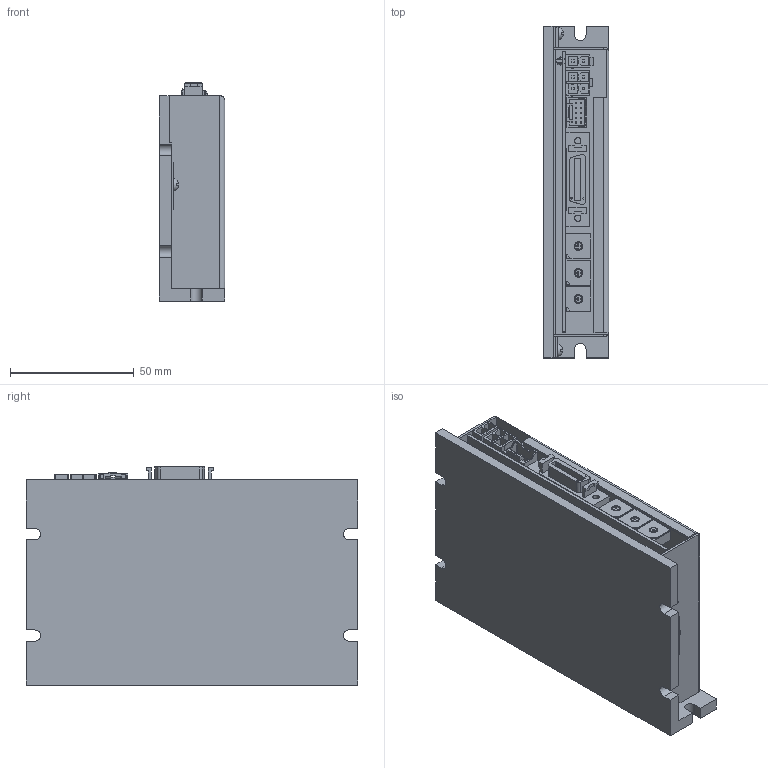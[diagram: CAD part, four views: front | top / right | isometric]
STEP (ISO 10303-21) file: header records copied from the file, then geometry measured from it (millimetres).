
FILE_DESCRIPTION(('STEP AP203'),'1');
FILE_NAME('Ezi_SERVO_ST.stp','2011-03-15T02:57:18',(' '),(' '),'Spatial InterOp 3D',' ',' ');
FILE_SCHEMA(('CONFIG_CONTROL_DESIGN'));
Length unit declared in the file: metre
Products named in the file (24): Assembly123; Part1; Assembly124; Screw : Round - M3.0 x 5.0; Part100; 파트96; 파트94; Part62; Part57; Part54; ____51;     LINE;     MSBR; Part53
Assembly tree (23 placements, depth 3):
  Assembly124
    Assembly123
      Part1
      Part1
      Part1
    Screw : Round - M3.0 x 5.0
    Screw : Round - M3.0 x 5.0
    Part100
    파트96
    파트94
    Part1
    Part62
    Part57
    Part54
    ____51
          LINE
          MSBR
    Part53
    파트94
    Part100
    파트96
    파트94
    Part100
    파트96
Bounding box: 26.5 x 134 x 88.16 mm (x, y, z)
Volume: 94507 mm3; surface area: 81428.2 mm2
Topology: 19 solids, 173 shells, 891 faces, 2664 edges, 2003 vertices
Faces by surface type: plane 785, cylinder 69, revolution 23, cone 6, torus 6, sphere 2
Full cylindrical faces by diameter (mm): 0.635 x1, 1 x2, 2.489 x2, 3.5 x8
Entity records: 30339 total; most frequent: CARTESIAN_POINT 7189, ORIENTED_EDGE 4430, DIRECTION 3769, EDGE_CURVE 2631, VERTEX_POINT 1996, LINE 1598, VECTOR 1598, AXIS2_PLACEMENT_3D 1074
